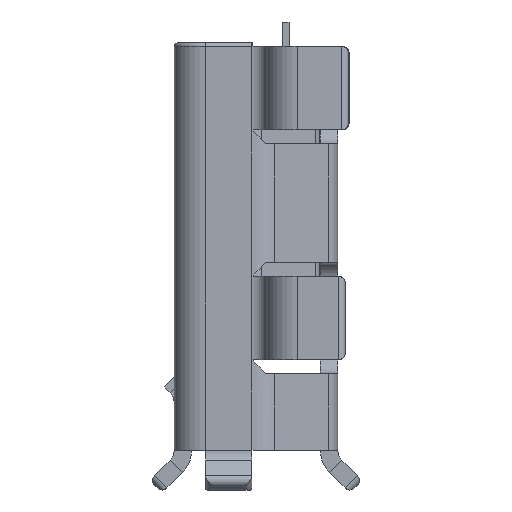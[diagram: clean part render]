
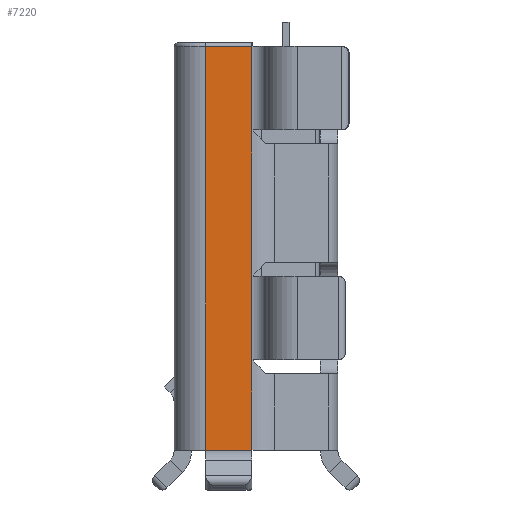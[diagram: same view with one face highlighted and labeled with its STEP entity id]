
A CAD part, left-side view. The second image highlights one B-rep face of the part: STEP entity #7220.
In plain terms, the highlighted planar face has unit normal (-1, 0, 0).
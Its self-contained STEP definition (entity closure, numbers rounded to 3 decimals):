
#120 = VECTOR ( 'NONE', #14234, 1000. ) ;
#127 = CARTESIAN_POINT ( 'NONE',  ( -3.7, 0.725, 5.8 ) ) ;
#258 = CARTESIAN_POINT ( 'NONE',  ( -3.7, -0.025, 0. ) ) ;
#522 = VERTEX_POINT ( 'NONE', #10667 ) ;
#945 = VECTOR ( 'NONE', #7505, 1000. ) ;
#1831 = ORIENTED_EDGE ( 'NONE', *, *, #9646, .T. ) ;
#2611 = DIRECTION ( 'NONE',  ( 0., 0., -1. ) ) ;
#2841 = LINE ( 'NONE', #14312, #12936 ) ;
#3144 = VERTEX_POINT ( 'NONE', #7109 ) ;
#3229 = CARTESIAN_POINT ( 'NONE',  ( -3.7, 0.058, 5.8 ) ) ;
#3283 = VECTOR ( 'NONE', #15007, 1000. ) ;
#3668 = CARTESIAN_POINT ( 'NONE',  ( -3.7, 0.058, 0. ) ) ;
#4456 = VECTOR ( 'NONE', #10303, 1000. ) ;
#5655 = EDGE_CURVE ( 'NONE', #15894, #3144, #2841, .T. ) ;
#5939 = EDGE_CURVE ( 'NONE', #14365, #11246, #17185, .T. ) ;
#6359 = CARTESIAN_POINT ( 'NONE',  ( -3.7, 0.058, 5.85 ) ) ;
#6600 = LINE ( 'NONE', #10018, #16739 ) ;
#7109 = CARTESIAN_POINT ( 'NONE',  ( -3.7, 0.058, 1.3 ) ) ;
#7220 = ADVANCED_FACE ( 'NONE', ( #10637 ), #8227, .F. ) ;
#7505 = DIRECTION ( 'NONE',  ( 0., 0., -1. ) ) ;
#8227 = PLANE ( 'NONE',  #13588 ) ;
#9012 = CARTESIAN_POINT ( 'NONE',  ( -3.7, 0.058, 2.5 ) ) ;
#9096 = ORIENTED_EDGE ( 'NONE', *, *, #5939, .F. ) ;
#9553 = EDGE_LOOP ( 'NONE', ( #9096, #17666, #1831, #15324, #18378, #12837, #18268 ) ) ;
#9646 = EDGE_CURVE ( 'NONE', #522, #16545, #6600, .T. ) ;
#10018 = CARTESIAN_POINT ( 'NONE',  ( -3.7, 0.725, 5.85 ) ) ;
#10160 = CARTESIAN_POINT ( 'NONE',  ( -3.7, 0.725, 0. ) ) ;
#10303 = DIRECTION ( 'NONE',  ( 0., -1., 0. ) ) ;
#10549 = CARTESIAN_POINT ( 'NONE',  ( -3.7, 0.058, 4.6 ) ) ;
#10637 = FACE_OUTER_BOUND ( 'NONE', #9553, .T. ) ;
#10667 = CARTESIAN_POINT ( 'NONE',  ( -3.7, 0.725, 5.8 ) ) ;
#10693 = EDGE_CURVE ( 'NONE', #3144, #14886, #14646, .T. ) ;
#11175 = DIRECTION ( 'NONE',  ( 1., 0., 0. ) ) ;
#11246 = VERTEX_POINT ( 'NONE', #10549 ) ;
#11913 = CARTESIAN_POINT ( 'NONE',  ( -3.7, 0.058, 5.85 ) ) ;
#12691 = LINE ( 'NONE', #13714, #3283 ) ;
#12837 = ORIENTED_EDGE ( 'NONE', *, *, #5655, .F. ) ;
#12936 = VECTOR ( 'NONE', #17399, 1000. ) ;
#13534 = DIRECTION ( 'NONE',  ( 0., 0., -1. ) ) ;
#13588 = AXIS2_PLACEMENT_3D ( 'NONE', #18475, #11175, #18292 ) ;
#13714 = CARTESIAN_POINT ( 'NONE',  ( -3.7, 0.058, 5.85 ) ) ;
#13864 = LINE ( 'NONE', #258, #4456 ) ;
#14234 = DIRECTION ( 'NONE',  ( 0., 1., 0. ) ) ;
#14312 = CARTESIAN_POINT ( 'NONE',  ( -3.7, 0.058, 5.85 ) ) ;
#14365 = VERTEX_POINT ( 'NONE', #3229 ) ;
#14646 = LINE ( 'NONE', #11913, #945 ) ;
#14724 = VECTOR ( 'NONE', #13534, 1000. ) ;
#14886 = VERTEX_POINT ( 'NONE', #3668 ) ;
#15007 = DIRECTION ( 'NONE',  ( 0., 0., -1. ) ) ;
#15324 = ORIENTED_EDGE ( 'NONE', *, *, #17865, .T. ) ;
#15732 = EDGE_CURVE ( 'NONE', #14365, #522, #16052, .T. ) ;
#15894 = VERTEX_POINT ( 'NONE', #9012 ) ;
#16052 = LINE ( 'NONE', #127, #120 ) ;
#16545 = VERTEX_POINT ( 'NONE', #10160 ) ;
#16739 = VECTOR ( 'NONE', #2611, 1000. ) ;
#17185 = LINE ( 'NONE', #6359, #14724 ) ;
#17399 = DIRECTION ( 'NONE',  ( 0., 0., -1. ) ) ;
#17666 = ORIENTED_EDGE ( 'NONE', *, *, #15732, .T. ) ;
#17865 = EDGE_CURVE ( 'NONE', #16545, #14886, #13864, .T. ) ;
#18020 = EDGE_CURVE ( 'NONE', #11246, #15894, #12691, .T. ) ;
#18268 = ORIENTED_EDGE ( 'NONE', *, *, #18020, .F. ) ;
#18292 = DIRECTION ( 'NONE',  ( 0., 0., -1. ) ) ;
#18378 = ORIENTED_EDGE ( 'NONE', *, *, #10693, .F. ) ;
#18475 = CARTESIAN_POINT ( 'NONE',  ( -3.7, -0.025, 5.85 ) ) ;
